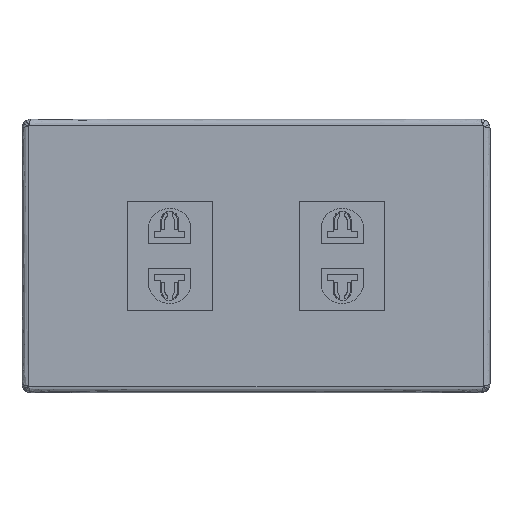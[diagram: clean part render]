
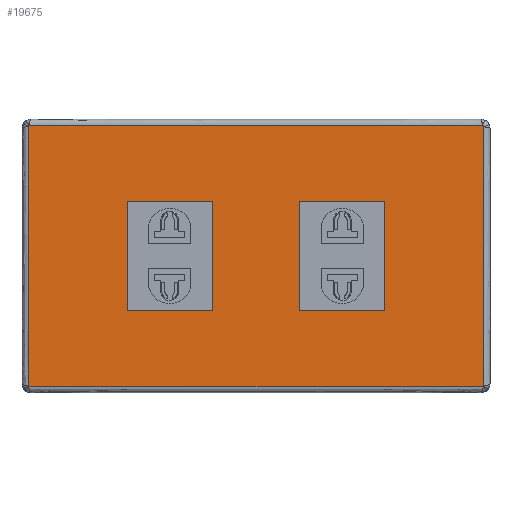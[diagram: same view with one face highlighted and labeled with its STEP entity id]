
A CAD part, top view. The second image highlights one B-rep face of the part: STEP entity #19675.
In plain terms, the highlighted free-form (B-spline) face has degree [1, 1] with [2, 2] control points.
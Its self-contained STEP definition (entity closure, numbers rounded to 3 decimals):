
#19675 = ADVANCED_FACE('',(#19676,#19738,#19768),#19798,.T.);
#19676 = FACE_BOUND('',#19677,.T.);
#19677 = EDGE_LOOP('',(#19678,#19688,#19695,#19703,#19710,#19718,#19725,
    #19733));
#19678 = ORIENTED_EDGE('',*,*,#19679,.F.);
#19679 = EDGE_CURVE('',#19680,#19682,#19684,.T.);
#19680 = VERTEX_POINT('',#19681);
#19681 = CARTESIAN_POINT('',(933.014,509.118,
    50.729));
#19682 = VERTEX_POINT('',#19683);
#19683 = CARTESIAN_POINT('',(932.805,508.909,
    50.729));
#19684 = ( BOUNDED_CURVE() B_SPLINE_CURVE(2,(#19685,#19686,#19687),
.UNSPECIFIED.,.F.,.F.) B_SPLINE_CURVE_WITH_KNOTS((3,3),(6.161,
6.405),.PIECEWISE_BEZIER_KNOTS.) CURVE() 
GEOMETRIC_REPRESENTATION_ITEM() RATIONAL_B_SPLINE_CURVE((1.,0.993
,1.)) REPRESENTATION_ITEM('') );
#19685 = CARTESIAN_POINT('',(933.014,509.118,
    50.729));
#19686 = CARTESIAN_POINT('',(932.923,509.001,
    50.729));
#19687 = CARTESIAN_POINT('',(932.805,508.909,
    50.729));
#19688 = ORIENTED_EDGE('',*,*,#19689,.F.);
#19689 = EDGE_CURVE('',#19690,#19680,#19692,.T.);
#19690 = VERTEX_POINT('',#19691);
#19691 = CARTESIAN_POINT('',(933.014,590.747,
    50.729));
#19692 = B_SPLINE_CURVE_WITH_KNOTS('',1,(#19693,#19694),.UNSPECIFIED.,
  .F.,.F.,(2,2),(-17.048,50.627),
  .PIECEWISE_BEZIER_KNOTS.);
#19693 = CARTESIAN_POINT('',(933.014,590.747,
    50.729));
#19694 = CARTESIAN_POINT('',(933.014,509.118,
    50.729));
#19695 = ORIENTED_EDGE('',*,*,#19696,.F.);
#19696 = EDGE_CURVE('',#19697,#19690,#19699,.T.);
#19697 = VERTEX_POINT('',#19698);
#19698 = CARTESIAN_POINT('',(932.515,591.247,
    50.729));
#19699 = ( BOUNDED_CURVE() B_SPLINE_CURVE(2,(#19700,#19701,#19702),
.UNSPECIFIED.,.F.,.F.) B_SPLINE_CURVE_WITH_KNOTS((3,3),(5.944,
6.623),.PIECEWISE_BEZIER_KNOTS.) CURVE() 
GEOMETRIC_REPRESENTATION_ITEM() RATIONAL_B_SPLINE_CURVE((1.,
0.943,1.)) REPRESENTATION_ITEM('') );
#19700 = CARTESIAN_POINT('',(932.515,591.247,
    50.729));
#19701 = CARTESIAN_POINT('',(932.853,591.085,
    50.729));
#19702 = CARTESIAN_POINT('',(933.014,590.747,
    50.729));
#19703 = ORIENTED_EDGE('',*,*,#19704,.F.);
#19704 = EDGE_CURVE('',#19705,#19697,#19707,.T.);
#19705 = VERTEX_POINT('',#19706);
#19706 = CARTESIAN_POINT('',(789.719,591.247,
    50.729));
#19707 = B_SPLINE_CURVE_WITH_KNOTS('',1,(#19708,#19709),.UNSPECIFIED.,
  .F.,.F.,(2,2),(-29.9,88.486),
  .PIECEWISE_BEZIER_KNOTS.);
#19708 = CARTESIAN_POINT('',(789.719,591.247,
    50.729));
#19709 = CARTESIAN_POINT('',(932.515,591.247,
    50.729));
#19710 = ORIENTED_EDGE('',*,*,#19711,.F.);
#19711 = EDGE_CURVE('',#19712,#19705,#19714,.T.);
#19712 = VERTEX_POINT('',#19713);
#19713 = CARTESIAN_POINT('',(789.402,590.93,
    50.729));
#19714 = ( BOUNDED_CURVE() B_SPLINE_CURVE(2,(#19715,#19716,#19717),
.UNSPECIFIED.,.F.,.F.) B_SPLINE_CURVE_WITH_KNOTS((3,3),(6.087,
6.479),.PIECEWISE_BEZIER_KNOTS.) CURVE() 
GEOMETRIC_REPRESENTATION_ITEM() RATIONAL_B_SPLINE_CURVE((1.,
0.981,1.)) REPRESENTATION_ITEM('') );
#19715 = CARTESIAN_POINT('',(789.402,590.93,
    50.729));
#19716 = CARTESIAN_POINT('',(789.529,591.12,
    50.729));
#19717 = CARTESIAN_POINT('',(789.719,591.247,
    50.729));
#19718 = ORIENTED_EDGE('',*,*,#19719,.F.);
#19719 = EDGE_CURVE('',#19720,#19712,#19722,.T.);
#19720 = VERTEX_POINT('',#19721);
#19721 = CARTESIAN_POINT('',(789.402,509.118,
    50.729));
#19722 = B_SPLINE_CURVE_WITH_KNOTS('',1,(#19723,#19724),.UNSPECIFIED.,
  .F.,.F.,(2,2),(-17.289,50.537),
  .PIECEWISE_BEZIER_KNOTS.);
#19723 = CARTESIAN_POINT('',(789.402,509.118,
    50.729));
#19724 = CARTESIAN_POINT('',(789.402,590.93,
    50.729));
#19725 = ORIENTED_EDGE('',*,*,#19726,.F.);
#19726 = EDGE_CURVE('',#19727,#19720,#19729,.T.);
#19727 = VERTEX_POINT('',#19728);
#19728 = CARTESIAN_POINT('',(789.611,508.909,
    50.729));
#19729 = ( BOUNDED_CURVE() B_SPLINE_CURVE(2,(#19730,#19731,#19732),
.UNSPECIFIED.,.F.,.F.) B_SPLINE_CURVE_WITH_KNOTS((3,3),(6.161,
6.405),.PIECEWISE_BEZIER_KNOTS.) CURVE() 
GEOMETRIC_REPRESENTATION_ITEM() RATIONAL_B_SPLINE_CURVE((1.,0.993
,1.)) REPRESENTATION_ITEM('') );
#19730 = CARTESIAN_POINT('',(789.611,508.909,
    50.729));
#19731 = CARTESIAN_POINT('',(789.494,509.001,
    50.729));
#19732 = CARTESIAN_POINT('',(789.402,509.118,
    50.729));
#19733 = ORIENTED_EDGE('',*,*,#19734,.F.);
#19734 = EDGE_CURVE('',#19682,#19727,#19735,.T.);
#19735 = B_SPLINE_CURVE_WITH_KNOTS('',1,(#19736,#19737),.UNSPECIFIED.,
  .F.,.F.,(2,2),(-29.989,88.727),
  .PIECEWISE_BEZIER_KNOTS.);
#19736 = CARTESIAN_POINT('',(932.805,508.909,
    50.729));
#19737 = CARTESIAN_POINT('',(789.611,508.909,
    50.729));
#19738 = FACE_BOUND('',#19739,.T.);
#19739 = EDGE_LOOP('',(#19740,#19749,#19756,#19763));
#19740 = ORIENTED_EDGE('',*,*,#19741,.T.);
#19741 = EDGE_CURVE('',#19742,#19744,#19746,.T.);
#19742 = VERTEX_POINT('',#19743);
#19743 = CARTESIAN_POINT('',(874.995,532.844,
    50.729));
#19744 = VERTEX_POINT('',#19745);
#19745 = CARTESIAN_POINT('',(874.995,567.311,
    50.729));
#19746 = B_SPLINE_CURVE_WITH_KNOTS('',1,(#19747,#19748),.UNSPECIFIED.,
  .F.,.F.,(2,2),(0.,28.575),.PIECEWISE_BEZIER_KNOTS.);
#19747 = CARTESIAN_POINT('',(874.995,532.844,
    50.729));
#19748 = CARTESIAN_POINT('',(874.995,567.311,
    50.729));
#19749 = ORIENTED_EDGE('',*,*,#19750,.T.);
#19750 = EDGE_CURVE('',#19744,#19751,#19753,.T.);
#19751 = VERTEX_POINT('',#19752);
#19752 = CARTESIAN_POINT('',(901.803,567.311,
    50.729));
#19753 = B_SPLINE_CURVE_WITH_KNOTS('',1,(#19754,#19755),.UNSPECIFIED.,
  .F.,.F.,(2,2),(0.,22.225),.PIECEWISE_BEZIER_KNOTS.);
#19754 = CARTESIAN_POINT('',(874.995,567.311,
    50.729));
#19755 = CARTESIAN_POINT('',(901.803,567.311,
    50.729));
#19756 = ORIENTED_EDGE('',*,*,#19757,.T.);
#19757 = EDGE_CURVE('',#19751,#19758,#19760,.T.);
#19758 = VERTEX_POINT('',#19759);
#19759 = CARTESIAN_POINT('',(901.803,532.844,
    50.729));
#19760 = B_SPLINE_CURVE_WITH_KNOTS('',1,(#19761,#19762),.UNSPECIFIED.,
  .F.,.F.,(2,2),(0.,28.575),.PIECEWISE_BEZIER_KNOTS.);
#19761 = CARTESIAN_POINT('',(901.803,567.311,
    50.729));
#19762 = CARTESIAN_POINT('',(901.803,532.844,
    50.729));
#19763 = ORIENTED_EDGE('',*,*,#19764,.T.);
#19764 = EDGE_CURVE('',#19758,#19742,#19765,.T.);
#19765 = B_SPLINE_CURVE_WITH_KNOTS('',1,(#19766,#19767),.UNSPECIFIED.,
  .F.,.F.,(2,2),(0.,22.225),.PIECEWISE_BEZIER_KNOTS.);
#19766 = CARTESIAN_POINT('',(901.803,532.844,
    50.729));
#19767 = CARTESIAN_POINT('',(874.995,532.844,
    50.729));
#19768 = FACE_BOUND('',#19769,.T.);
#19769 = EDGE_LOOP('',(#19770,#19779,#19786,#19793));
#19770 = ORIENTED_EDGE('',*,*,#19771,.T.);
#19771 = EDGE_CURVE('',#19772,#19774,#19776,.T.);
#19772 = VERTEX_POINT('',#19773);
#19773 = CARTESIAN_POINT('',(820.614,532.844,
    50.729));
#19774 = VERTEX_POINT('',#19775);
#19775 = CARTESIAN_POINT('',(820.614,567.311,
    50.729));
#19776 = B_SPLINE_CURVE_WITH_KNOTS('',1,(#19777,#19778),.UNSPECIFIED.,
  .F.,.F.,(2,2),(0.,28.575),.PIECEWISE_BEZIER_KNOTS.);
#19777 = CARTESIAN_POINT('',(820.614,532.844,
    50.729));
#19778 = CARTESIAN_POINT('',(820.614,567.311,
    50.729));
#19779 = ORIENTED_EDGE('',*,*,#19780,.T.);
#19780 = EDGE_CURVE('',#19774,#19781,#19783,.T.);
#19781 = VERTEX_POINT('',#19782);
#19782 = CARTESIAN_POINT('',(847.421,567.311,
    50.729));
#19783 = B_SPLINE_CURVE_WITH_KNOTS('',1,(#19784,#19785),.UNSPECIFIED.,
  .F.,.F.,(2,2),(0.,22.225),.PIECEWISE_BEZIER_KNOTS.);
#19784 = CARTESIAN_POINT('',(820.614,567.311,
    50.729));
#19785 = CARTESIAN_POINT('',(847.421,567.311,
    50.729));
#19786 = ORIENTED_EDGE('',*,*,#19787,.T.);
#19787 = EDGE_CURVE('',#19781,#19788,#19790,.T.);
#19788 = VERTEX_POINT('',#19789);
#19789 = CARTESIAN_POINT('',(847.421,532.844,
    50.729));
#19790 = B_SPLINE_CURVE_WITH_KNOTS('',1,(#19791,#19792),.UNSPECIFIED.,
  .F.,.F.,(2,2),(0.,28.575),.PIECEWISE_BEZIER_KNOTS.);
#19791 = CARTESIAN_POINT('',(847.421,567.311,
    50.729));
#19792 = CARTESIAN_POINT('',(847.421,532.844,
    50.729));
#19793 = ORIENTED_EDGE('',*,*,#19794,.T.);
#19794 = EDGE_CURVE('',#19788,#19772,#19795,.T.);
#19795 = B_SPLINE_CURVE_WITH_KNOTS('',1,(#19796,#19797),.UNSPECIFIED.,
  .F.,.F.,(2,2),(0.,22.225),.PIECEWISE_BEZIER_KNOTS.);
#19796 = CARTESIAN_POINT('',(847.421,532.844,
    50.729));
#19797 = CARTESIAN_POINT('',(820.614,532.844,
    50.729));
#19798 = B_SPLINE_SURFACE_WITH_KNOTS('',1,1,(
    (#19799,#19800)
    ,(#19801,#19802
    )),.UNSPECIFIED.,.F.,.F.,.F.,(2,2),(2,2),(-59.531,59.531)
  ,(-34.131,34.131),.PIECEWISE_BEZIER_KNOTS.);
#19799 = CARTESIAN_POINT('',(789.402,508.909,
    50.729));
#19800 = CARTESIAN_POINT('',(789.402,591.247,
    50.729));
#19801 = CARTESIAN_POINT('',(933.014,508.909,
    50.729));
#19802 = CARTESIAN_POINT('',(933.014,591.247,
    50.729));
